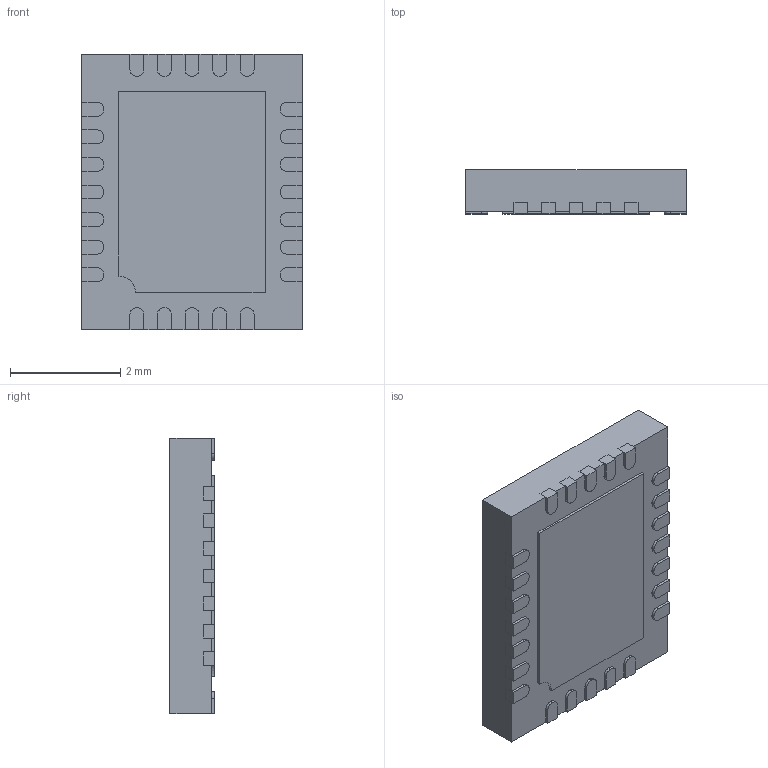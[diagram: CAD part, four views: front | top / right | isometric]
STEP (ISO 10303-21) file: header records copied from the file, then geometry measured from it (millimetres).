
FILE_DESCRIPTION (( 'STEP AP214' ), '1' );
FILE_NAME ('LTC4306IUFD#TRPBF.STEP', '2023-04-26T21:46:45', ( '' ), ( '' ), 'SwSTEP 2.0', 'SolidWorks 2021', '' );
FILE_SCHEMA (( 'AUTOMOTIVE_DESIGN' ));
Length unit declared in the file: millimetre
Products named in the file (1): LTC4306IUFD#TRPBF
Bounding box: 4 x 0.8 x 5 mm (x, y, z)
Volume: 15.6 mm3; surface area: 90.3 mm2
Topology: 27 solids, 27 shells, 362 faces, 918 edges, 612 vertices
Faces by surface type: plane 260, cylinder 102
Entity records: 11134 total; most frequent: CARTESIAN_POINT 1893, DIRECTION 1848, ORIENTED_EDGE 1836, EDGE_CURVE 918, VECTOR 714, LINE 714, VERTEX_POINT 612, AXIS2_PLACEMENT_3D 567
